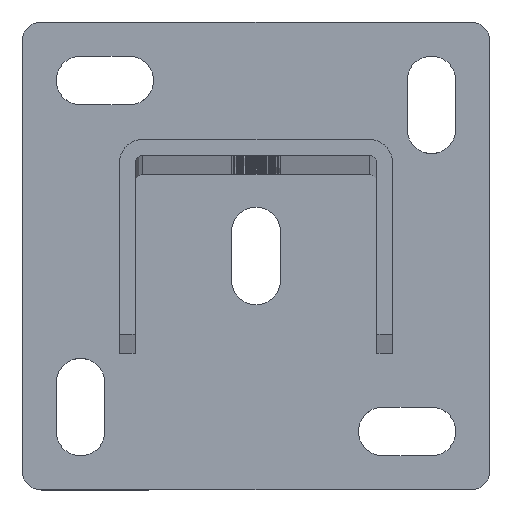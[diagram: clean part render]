
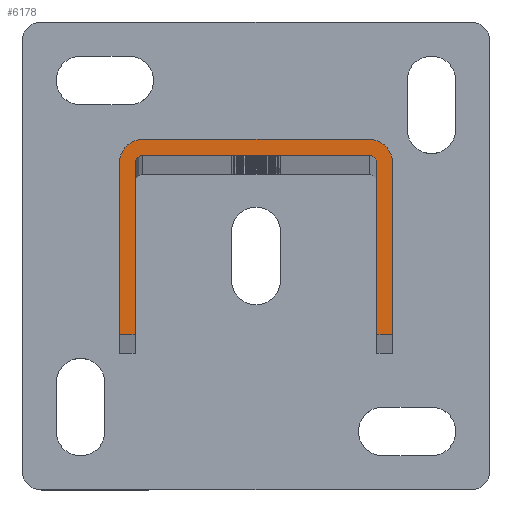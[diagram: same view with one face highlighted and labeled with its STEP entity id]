
A CAD part, top view. The second image highlights one B-rep face of the part: STEP entity #6178.
In plain terms, the highlighted planar face has unit normal (0, 0, 1).
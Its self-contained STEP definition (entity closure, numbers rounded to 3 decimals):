
#237 = CARTESIAN_POINT ( 'NONE',  ( -29., 25., 2808. ) ) ;
#713 = VERTEX_POINT ( 'NONE', #7684 ) ;
#1335 = CARTESIAN_POINT ( 'NONE',  ( -31., -25., 2808. ) ) ;
#1566 = ORIENTED_EDGE ( 'NONE', *, *, #3713, .F. ) ;
#1653 = CARTESIAN_POINT ( 'NONE',  ( 31., -25., 2808. ) ) ;
#2497 = CARTESIAN_POINT ( 'NONE',  ( 29., 19., 2808. ) ) ;
#2524 = CIRCLE ( 'NONE', #21007, 6. ) ;
#2786 = CARTESIAN_POINT ( 'NONE',  ( 29., 21., 2808. ) ) ;
#2812 = ORIENTED_EDGE ( 'NONE', *, *, #19022, .F. ) ;
#2975 = VERTEX_POINT ( 'NONE', #23132 ) ;
#3272 = EDGE_LOOP ( 'NONE', ( #26383, #7009, #6348, #8082, #1566, #2812, #26259, #25571, #20169, #12471, #19521, #18502 ) ) ;
#3713 = EDGE_CURVE ( 'NONE', #17562, #26599, #22919, .T. ) ;
#3827 = CARTESIAN_POINT ( 'NONE',  ( -29., 25., 2808. ) ) ;
#3984 = AXIS2_PLACEMENT_3D ( 'NONE', #19504, #7590, #26666 ) ;
#4176 = LINE ( 'NONE', #11556, #5665 ) ;
#4248 = LINE ( 'NONE', #13782, #27777 ) ;
#4775 = EDGE_CURVE ( 'NONE', #8580, #713, #15891, .T. ) ;
#4899 = VECTOR ( 'NONE', #23596, 1000. ) ;
#4986 = DIRECTION ( 'NONE',  ( -1., 0., 0. ) ) ;
#5044 = VECTOR ( 'NONE', #13835, 1000. ) ;
#5194 = DIRECTION ( 'NONE',  ( -1., 0., 0. ) ) ;
#5665 = VECTOR ( 'NONE', #16710, 1000. ) ;
#6178 = ADVANCED_FACE ( 'NONE', ( #9464 ), #14297, .F. ) ;
#6348 = ORIENTED_EDGE ( 'NONE', *, *, #15093, .F. ) ;
#7009 = ORIENTED_EDGE ( 'NONE', *, *, #8237, .F. ) ;
#7014 = EDGE_CURVE ( 'NONE', #26599, #14538, #20238, .T. ) ;
#7590 = DIRECTION ( 'NONE',  ( 0., 0., -1. ) ) ;
#7684 = CARTESIAN_POINT ( 'NONE',  ( -29., 21., 2808. ) ) ;
#8082 = ORIENTED_EDGE ( 'NONE', *, *, #7014, .F. ) ;
#8237 = EDGE_CURVE ( 'NONE', #28962, #19047, #4248, .T. ) ;
#8580 = VERTEX_POINT ( 'NONE', #25781 ) ;
#8789 = CARTESIAN_POINT ( 'NONE',  ( 31., 19., 2808. ) ) ;
#8988 = CARTESIAN_POINT ( 'NONE',  ( 35., 19., 2808. ) ) ;
#9257 = DIRECTION ( 'NONE',  ( 0., 0., -1. ) ) ;
#9464 = FACE_OUTER_BOUND ( 'NONE', #3272, .T. ) ;
#9746 = AXIS2_PLACEMENT_3D ( 'NONE', #2497, #19545, #4986 ) ;
#10679 = CARTESIAN_POINT ( 'NONE',  ( -35., 19., 2808. ) ) ;
#11556 = CARTESIAN_POINT ( 'NONE',  ( -29., 21., 2808. ) ) ;
#11604 = DIRECTION ( 'NONE',  ( -1., 0., 0. ) ) ;
#11957 = DIRECTION ( 'NONE',  ( -1., 0., 0. ) ) ;
#12424 = VECTOR ( 'NONE', #30535, 1000. ) ;
#12471 = ORIENTED_EDGE ( 'NONE', *, *, #4775, .T. ) ;
#12531 = EDGE_CURVE ( 'NONE', #2975, #27176, #21413, .T. ) ;
#12707 = CARTESIAN_POINT ( 'NONE',  ( 31., 19., 2808. ) ) ;
#12990 = CIRCLE ( 'NONE', #3984, 2. ) ;
#13782 = CARTESIAN_POINT ( 'NONE',  ( 35., -25., 2808. ) ) ;
#13835 = DIRECTION ( 'NONE',  ( 1., 0., 0. ) ) ;
#14110 = DIRECTION ( 'NONE',  ( 1., 0., 0. ) ) ;
#14283 = EDGE_CURVE ( 'NONE', #29800, #28488, #12990, .T. ) ;
#14297 = PLANE ( 'NONE',  #24165 ) ;
#14538 = VERTEX_POINT ( 'NONE', #8988 ) ;
#14834 = VECTOR ( 'NONE', #17976, 1000. ) ;
#15093 = EDGE_CURVE ( 'NONE', #14538, #28962, #25134, .T. ) ;
#15891 = CIRCLE ( 'NONE', #18909, 2. ) ;
#16531 = CARTESIAN_POINT ( 'NONE',  ( 35., -25., 2808. ) ) ;
#16710 = DIRECTION ( 'NONE',  ( 1., 0., 0. ) ) ;
#16911 = EDGE_CURVE ( 'NONE', #28488, #19047, #30213, .T. ) ;
#17562 = VERTEX_POINT ( 'NONE', #237 ) ;
#17976 = DIRECTION ( 'NONE',  ( 0., -1., 0. ) ) ;
#18502 = ORIENTED_EDGE ( 'NONE', *, *, #14283, .T. ) ;
#18531 = VECTOR ( 'NONE', #5194, 1000. ) ;
#18718 = CARTESIAN_POINT ( 'NONE',  ( -29., 19., 2808. ) ) ;
#18909 = AXIS2_PLACEMENT_3D ( 'NONE', #30209, #9257, #14110 ) ;
#19022 = EDGE_CURVE ( 'NONE', #27176, #17562, #2524, .T. ) ;
#19047 = VERTEX_POINT ( 'NONE', #1653 ) ;
#19504 = CARTESIAN_POINT ( 'NONE',  ( 29., 19., 2808. ) ) ;
#19521 = ORIENTED_EDGE ( 'NONE', *, *, #19754, .T. ) ;
#19545 = DIRECTION ( 'NONE',  ( 0., 0., -1. ) ) ;
#19700 = EDGE_CURVE ( 'NONE', #29262, #8580, #20780, .T. ) ;
#19754 = EDGE_CURVE ( 'NONE', #713, #29800, #4176, .T. ) ;
#20169 = ORIENTED_EDGE ( 'NONE', *, *, #19700, .T. ) ;
#20219 = CARTESIAN_POINT ( 'NONE',  ( -31., -25., 2808. ) ) ;
#20238 = CIRCLE ( 'NONE', #9746, 6. ) ;
#20473 = CARTESIAN_POINT ( 'NONE',  ( 35., 19., 2808. ) ) ;
#20478 = CARTESIAN_POINT ( 'NONE',  ( -31., -25., 2808. ) ) ;
#20780 = LINE ( 'NONE', #20478, #29113 ) ;
#21007 = AXIS2_PLACEMENT_3D ( 'NONE', #18718, #23204, #28207 ) ;
#21343 = CARTESIAN_POINT ( 'NONE',  ( 29., 19., 2808. ) ) ;
#21413 = LINE ( 'NONE', #24196, #4899 ) ;
#21851 = CARTESIAN_POINT ( 'NONE',  ( 29., 25., 2808. ) ) ;
#22919 = LINE ( 'NONE', #3827, #5044 ) ;
#23132 = CARTESIAN_POINT ( 'NONE',  ( -35., -25., 2808. ) ) ;
#23204 = DIRECTION ( 'NONE',  ( 0., 0., -1. ) ) ;
#23596 = DIRECTION ( 'NONE',  ( 0., 1., 0. ) ) ;
#24165 = AXIS2_PLACEMENT_3D ( 'NONE', #21343, #25881, #11957 ) ;
#24196 = CARTESIAN_POINT ( 'NONE',  ( -35., -25., 2808. ) ) ;
#24426 = LINE ( 'NONE', #20219, #18531 ) ;
#25134 = LINE ( 'NONE', #20473, #14834 ) ;
#25571 = ORIENTED_EDGE ( 'NONE', *, *, #28485, .F. ) ;
#25781 = CARTESIAN_POINT ( 'NONE',  ( -31., 19., 2808. ) ) ;
#25881 = DIRECTION ( 'NONE',  ( 0., 0., -1. ) ) ;
#26259 = ORIENTED_EDGE ( 'NONE', *, *, #12531, .F. ) ;
#26383 = ORIENTED_EDGE ( 'NONE', *, *, #16911, .T. ) ;
#26599 = VERTEX_POINT ( 'NONE', #21851 ) ;
#26666 = DIRECTION ( 'NONE',  ( 1., 0., 0. ) ) ;
#27176 = VERTEX_POINT ( 'NONE', #10679 ) ;
#27777 = VECTOR ( 'NONE', #11604, 1000. ) ;
#28207 = DIRECTION ( 'NONE',  ( -1., 0., 0. ) ) ;
#28485 = EDGE_CURVE ( 'NONE', #29262, #2975, #24426, .T. ) ;
#28488 = VERTEX_POINT ( 'NONE', #12707 ) ;
#28962 = VERTEX_POINT ( 'NONE', #16531 ) ;
#29113 = VECTOR ( 'NONE', #29990, 1000. ) ;
#29262 = VERTEX_POINT ( 'NONE', #1335 ) ;
#29800 = VERTEX_POINT ( 'NONE', #2786 ) ;
#29990 = DIRECTION ( 'NONE',  ( 0., 1., 0. ) ) ;
#30209 = CARTESIAN_POINT ( 'NONE',  ( -29., 19., 2808. ) ) ;
#30213 = LINE ( 'NONE', #8789, #12424 ) ;
#30535 = DIRECTION ( 'NONE',  ( 0., -1., 0. ) ) ;
